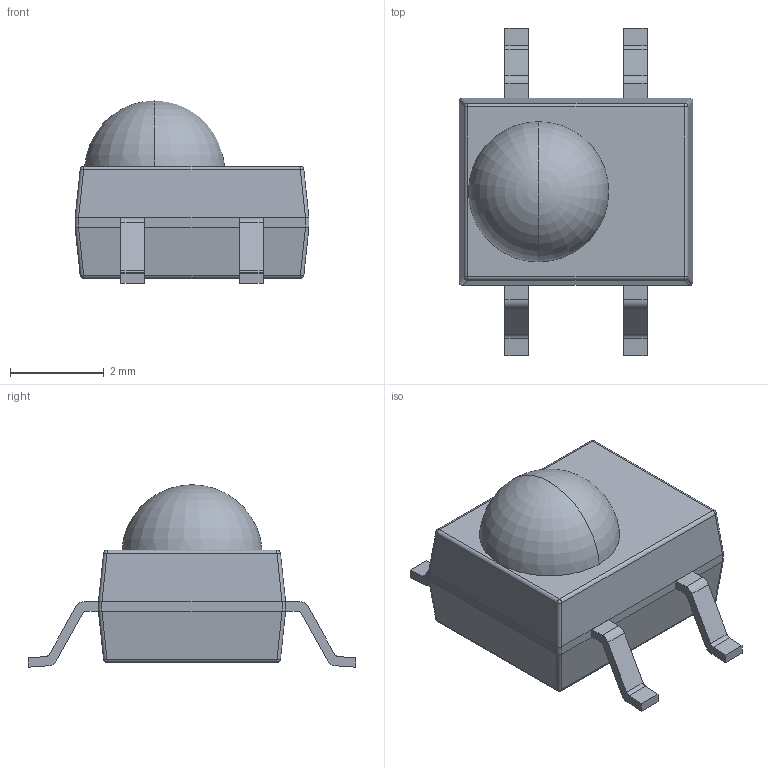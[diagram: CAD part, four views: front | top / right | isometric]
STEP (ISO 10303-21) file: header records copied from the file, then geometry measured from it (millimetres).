
FILE_DESCRIPTION (( 'STEP AP214' ), '1' );
FILE_NAME ('IRM-H638TTR2.STEP', '2022-12-18T00:48:00', ( '' ), ( '' ), 'SwSTEP 2.0', 'SolidWorks 2022', '' );
FILE_SCHEMA (( 'AUTOMOTIVE_DESIGN' ));
Length unit declared in the file: millimetre
Products named in the file (1): IRM-H638TTR2
Bounding box: 5 x 7 x 3.9 mm (x, y, z)
Volume: 53 mm3; surface area: 96.3 mm2
Topology: 5 solids, 5 shells, 101 faces, 246 edges, 156 vertices
Faces by surface type: plane 55, cylinder 36, sphere 8, torus 2
Entity records: 3803 total; most frequent: CARTESIAN_POINT 576, ORIENTED_EDGE 492, DIRECTION 488, EDGE_CURVE 246, AXIS2_PLACEMENT_3D 164, VECTOR 160, LINE 160, VERTEX_POINT 156
